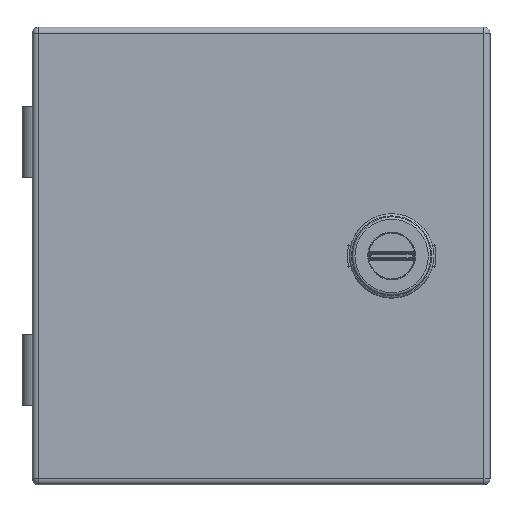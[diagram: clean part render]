
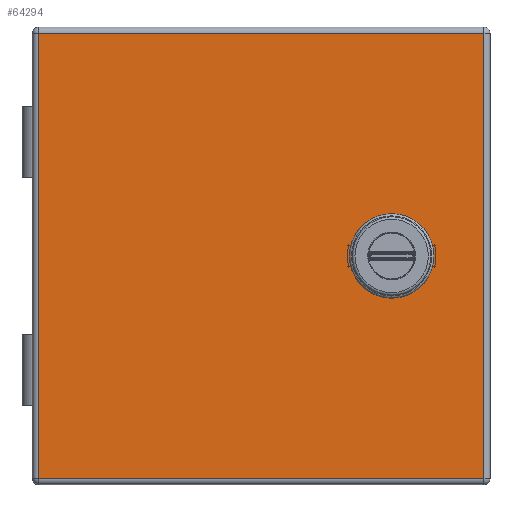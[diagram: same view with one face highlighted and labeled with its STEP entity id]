
A CAD part, top view. The second image highlights one B-rep face of the part: STEP entity #64294.
In plain terms, the highlighted planar face has unit normal (0, 0, 1).
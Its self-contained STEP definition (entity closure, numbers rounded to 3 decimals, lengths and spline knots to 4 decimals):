
#4508=FACE_BOUND('',#11078,.T.);
#5098=PLANE('',#68606);
#7271=FACE_OUTER_BOUND('',#11077,.T.);
#11077=EDGE_LOOP('',(#46925,#46926,#46927,#46928));
#11078=EDGE_LOOP('',(#46929,#46930,#46931,#46932,#46933,#46934,#46935,#46936,
#46937,#46938));
#15472=LINE('',#89987,#21768);
#15477=LINE('',#90001,#21773);
#15482=LINE('',#90010,#21778);
#15492=LINE('',#90039,#21788);
#15495=LINE('',#90046,#21791);
#15497=LINE('',#90052,#21793);
#15531=LINE('',#90188,#21827);
#15532=LINE('',#90190,#21828);
#15533=LINE('',#90192,#21829);
#15546=LINE('',#90226,#21842);
#21768=VECTOR('',#74605,0.3937);
#21773=VECTOR('',#74618,0.3937);
#21778=VECTOR('',#74625,0.3937);
#21788=VECTOR('',#74649,0.3937);
#21791=VECTOR('',#74658,0.3937);
#21793=VECTOR('',#74666,0.3937);
#21827=VECTOR('',#74808,0.3937);
#21828=VECTOR('',#74811,0.3937);
#21829=VECTOR('',#74814,0.3937);
#21842=VECTOR('',#74853,0.3937);
#27407=CIRCLE('',#68515,0.4921);
#27412=CIRCLE('',#68524,0.4429);
#27413=CIRCLE('',#68527,0.4429);
#27414=CIRCLE('',#68530,0.4429);
#29301=VERTEX_POINT('',#89985);
#29302=VERTEX_POINT('',#89986);
#29305=VERTEX_POINT('',#89994);
#29307=VERTEX_POINT('',#90000);
#29310=VERTEX_POINT('',#90008);
#29320=VERTEX_POINT('',#90032);
#29321=VERTEX_POINT('',#90034);
#29322=VERTEX_POINT('',#90038);
#29323=VERTEX_POINT('',#90044);
#29324=VERTEX_POINT('',#90048);
#29326=VERTEX_POINT('',#90055);
#29331=VERTEX_POINT('',#90068);
#29336=VERTEX_POINT('',#90081);
#29341=VERTEX_POINT('',#90094);
#35873=EDGE_CURVE('',#29301,#29302,#15472,.T.);
#35877=EDGE_CURVE('',#29305,#29301,#27407,.T.);
#35880=EDGE_CURVE('',#29307,#29305,#15477,.T.);
#35885=EDGE_CURVE('',#29302,#29310,#15482,.T.);
#35897=EDGE_CURVE('',#29321,#29320,#27412,.T.);
#35899=EDGE_CURVE('',#29322,#29321,#15492,.T.);
#35901=EDGE_CURVE('',#29310,#29322,#27413,.T.);
#35903=EDGE_CURVE('',#29320,#29323,#15495,.T.);
#35905=EDGE_CURVE('',#29323,#29324,#27414,.T.);
#35906=EDGE_CURVE('',#29324,#29307,#15497,.T.);
#35974=EDGE_CURVE('',#29326,#29341,#15531,.T.);
#35975=EDGE_CURVE('',#29341,#29336,#15532,.T.);
#35976=EDGE_CURVE('',#29336,#29331,#15533,.T.);
#35993=EDGE_CURVE('',#29331,#29326,#15546,.T.);
#46925=ORIENTED_EDGE('',*,*,#35993,.T.);
#46926=ORIENTED_EDGE('',*,*,#35974,.T.);
#46927=ORIENTED_EDGE('',*,*,#35975,.T.);
#46928=ORIENTED_EDGE('',*,*,#35976,.T.);
#46929=ORIENTED_EDGE('',*,*,#35873,.T.);
#46930=ORIENTED_EDGE('',*,*,#35885,.T.);
#46931=ORIENTED_EDGE('',*,*,#35901,.T.);
#46932=ORIENTED_EDGE('',*,*,#35899,.T.);
#46933=ORIENTED_EDGE('',*,*,#35897,.T.);
#46934=ORIENTED_EDGE('',*,*,#35903,.T.);
#46935=ORIENTED_EDGE('',*,*,#35905,.T.);
#46936=ORIENTED_EDGE('',*,*,#35906,.T.);
#46937=ORIENTED_EDGE('',*,*,#35880,.T.);
#46938=ORIENTED_EDGE('',*,*,#35877,.T.);
#64294=ADVANCED_FACE('',(#7271,#4508),#5098,.T.);
#68515=AXIS2_PLACEMENT_3D('',#89995,#74611,#74612);
#68524=AXIS2_PLACEMENT_3D('',#90035,#74644,#74645);
#68527=AXIS2_PLACEMENT_3D('',#90042,#74653,#74654);
#68530=AXIS2_PLACEMENT_3D('',#90050,#74662,#74663);
#68606=AXIS2_PLACEMENT_3D('',#90235,#74867,#74868);
#74605=DIRECTION('',(0.,-1.,0.));
#74611=DIRECTION('center_axis',(0.,0.,-1.));
#74612=DIRECTION('ref_axis',(1.,0.,0.));
#74618=DIRECTION('',(-1.,0.,0.));
#74625=DIRECTION('',(1.,0.,0.));
#74644=DIRECTION('center_axis',(0.,0.,-1.));
#74645=DIRECTION('ref_axis',(1.,0.,0.));
#74649=DIRECTION('',(0.,-1.,0.));
#74653=DIRECTION('center_axis',(0.,0.,-1.));
#74654=DIRECTION('ref_axis',(1.,0.,0.));
#74658=DIRECTION('',(-1.,0.,0.));
#74662=DIRECTION('center_axis',(0.,0.,-1.));
#74663=DIRECTION('ref_axis',(1.,0.,0.));
#74666=DIRECTION('',(0.,1.,0.));
#74808=DIRECTION('',(0.,1.,0.));
#74811=DIRECTION('',(-1.,0.,0.));
#74814=DIRECTION('',(0.,-1.,0.));
#74853=DIRECTION('',(1.,0.,0.));
#74867=DIRECTION('center_axis',(0.,0.,1.));
#74868=DIRECTION('ref_axis',(1.,0.,0.));
#89985=CARTESIAN_POINT('',(1.9037,0.4858,0.053));
#89986=CARTESIAN_POINT('',(1.9037,0.3957,0.053));
#89987=CARTESIAN_POINT('',(1.9037,0.2429,0.053));
#89994=CARTESIAN_POINT('',(1.3392,-0.0787,0.053));
#89995=CARTESIAN_POINT('Origin',(1.825,0.,0.053));
#90000=CARTESIAN_POINT('',(1.4293,-0.0787,0.053));
#90001=CARTESIAN_POINT('',(0.9518,-0.0787,0.053));
#90008=CARTESIAN_POINT('',(2.024,0.3957,0.053));
#90010=CARTESIAN_POINT('',(0.813,0.3957,0.053));
#90032=CARTESIAN_POINT('',(2.024,-0.3957,0.053));
#90034=CARTESIAN_POINT('',(2.2207,-0.199,0.053));
#90035=CARTESIAN_POINT('Origin',(1.825,0.,0.053));
#90038=CARTESIAN_POINT('',(2.2207,0.199,0.053));
#90039=CARTESIAN_POINT('',(2.2207,0.0995,0.053));
#90042=CARTESIAN_POINT('Origin',(1.825,0.,0.053));
#90044=CARTESIAN_POINT('',(1.626,-0.3957,0.053));
#90046=CARTESIAN_POINT('',(1.012,-0.3957,0.053));
#90048=CARTESIAN_POINT('',(1.4293,-0.199,0.053));
#90050=CARTESIAN_POINT('Origin',(1.825,0.,0.053));
#90052=CARTESIAN_POINT('',(1.4293,-0.0995,0.053));
#90055=CARTESIAN_POINT('',(3.116,-3.116,0.053));
#90068=CARTESIAN_POINT('',(-3.116,-3.116,0.053));
#90081=CARTESIAN_POINT('',(-3.116,3.116,0.053));
#90094=CARTESIAN_POINT('',(3.116,3.116,0.053));
#90188=CARTESIAN_POINT('',(3.116,1.6,0.053));
#90190=CARTESIAN_POINT('',(-1.558,3.116,0.053));
#90192=CARTESIAN_POINT('',(-3.116,-1.6,0.053));
#90226=CARTESIAN_POINT('',(1.558,-3.116,0.053));
#90235=CARTESIAN_POINT('Origin',(0.,0.,0.053));
